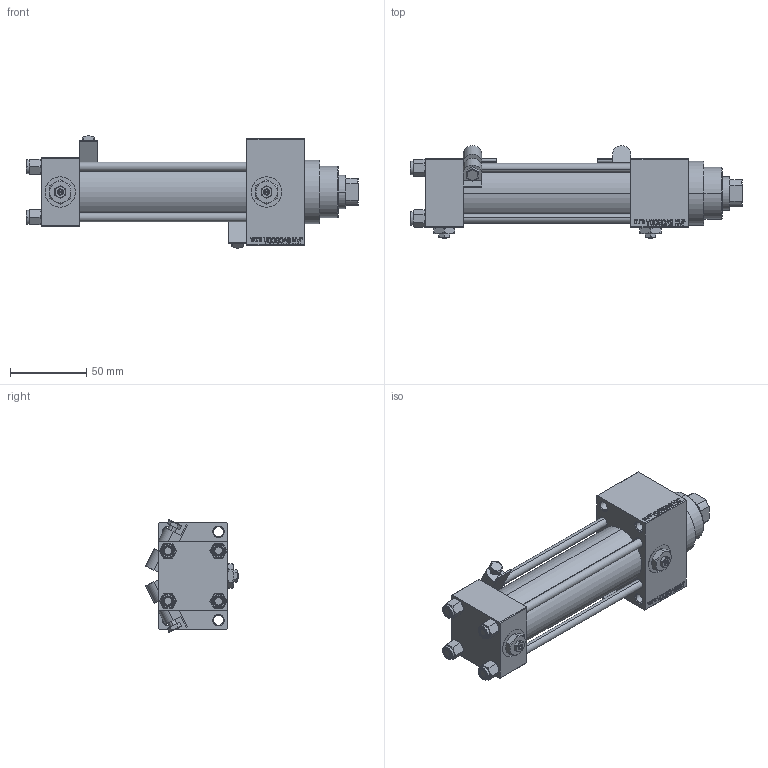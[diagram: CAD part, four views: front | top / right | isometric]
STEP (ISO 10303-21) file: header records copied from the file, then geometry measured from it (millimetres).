
FILE_DESCRIPTION (( 'STEP AP203' ), '1' );
FILE_NAME ('15ac.STEP', '2022-04-15T05:23:21', ( '' ), ( '' ), 'SwSTEP 2.0', 'SolidWorks 2019', '' );
FILE_SCHEMA (( 'CONFIG_CONTROL_DESIGN' ));
Length unit declared in the file: millimetre
Products named in the file (8): V215CR_D_TYCINKA 916927e2ed70c879ce0f71557332dbb3; V215CR_VCP_D 916927e2ed70c879ce0f71557332dbb3; V215CR_D_Body 916927e2ed70c879ce0f71557332dbb3; MSRF_MSRG1 916927e2ed70c879ce0f71557332dbb3; NUT_M5_D 916927e2ed70c879ce0f71557332dbb3; 15ac; Zatka_pro_OIL_PORT 916927e2ed70c879ce0f71557332dbb3; V215_VC_A 916927e2ed70c879ce0f71557332dbb3
Assembly tree (15 placements, depth 2):
  15ac
    V215CR_D_Body 916927e2ed70c879ce0f71557332dbb3
    V215CR_VCP_D 916927e2ed70c879ce0f71557332dbb3
    NUT_M5_D 916927e2ed70c879ce0f71557332dbb3  x4
    V215CR_D_TYCINKA 916927e2ed70c879ce0f71557332dbb3  x4
    V215_VC_A 916927e2ed70c879ce0f71557332dbb3
    MSRF_MSRG1 916927e2ed70c879ce0f71557332dbb3  x2
    Zatka_pro_OIL_PORT 916927e2ed70c879ce0f71557332dbb3  x2
Bounding box: 218 x 60.66 x 74.05 mm (x, y, z)
Volume: 299586.9 mm3; surface area: 107175.1 mm2
Topology: 15 solids, 15 shells, 1268 faces, 3122 edges, 2007 vertices
Faces by surface type: plane 578, bspline 368, cone 186, cylinder 128, torus 8
Entity records: 50185 total; most frequent: CARTESIAN_POINT 25825, ORIENTED_EDGE 5394, DIRECTION 3589, EDGE_CURVE 2697, VERTEX_POINT 1757, VECTOR 1603, LINE 1603, EDGE_LOOP 1216
